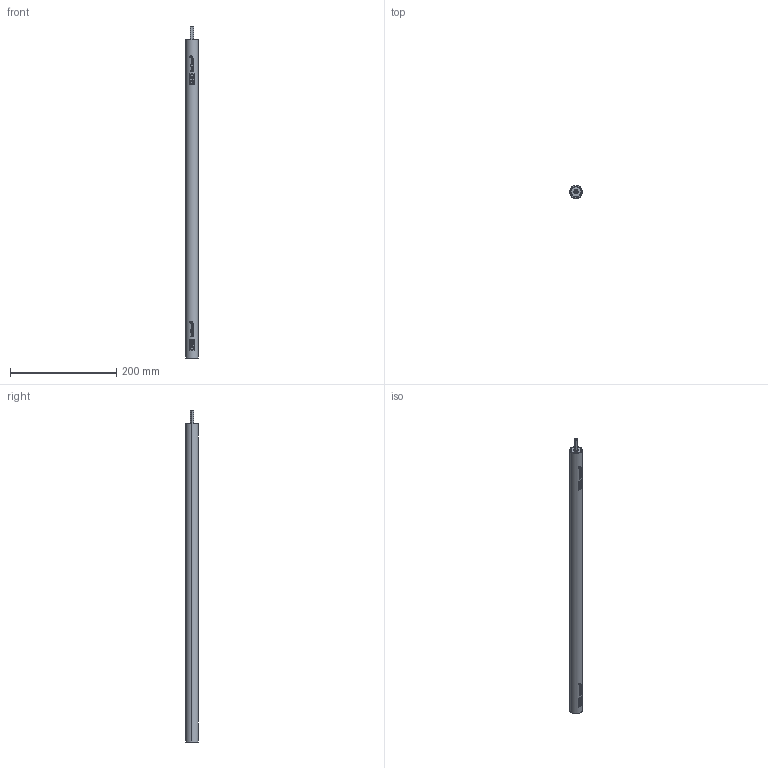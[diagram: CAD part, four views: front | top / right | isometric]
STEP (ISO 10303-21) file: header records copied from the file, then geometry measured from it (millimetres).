
FILE_DESCRIPTION(('CoCreate Modeling STEP Export'),'2;1');
FILE_NAME('5408002.stp','2012-11-19T16:17:44',(''),(''),'CoCreate Modeling STEP processor for AP214 (Solid Model)','CoCreate Modeling 16.00D 29-May-2009 (C) Parametric Technology GmbH','');
FILE_SCHEMA(('AUTOMOTIVE_DESIGN { 1 0 10303 214 1 1 1 1 }'));
Length unit declared in the file: millimetre
Products named in the file (13): P_016105_4_VPE-leitfaehig-8; P_016105_3_VPE; P_016105_2_VPE-leitfaehig-20; P_016105_1_EVA; P_016106_7_Draht; P_016106_6_Draht.1; P_016106_5_Draht.2; P_016106_4_Draht.2.1; P_016106_3_Draht.2.1.1; P_016106_2_Draht.2.2; P_016106_1_Draht.2.2.1; P_0000001461_1_Cu-35qmm; Isolierte_Ableitung
Assembly tree (12 placements, depth 3):
  Isolierte_Ableitung
    P_0000001461_1_Cu-35qmm
      P_016106_1_Draht.2.2.1
      P_016106_2_Draht.2.2
      P_016106_3_Draht.2.1.1
      P_016106_4_Draht.2.1
      P_016106_5_Draht.2
      P_016106_6_Draht.1
      P_016106_7_Draht
    P_016105_1_EVA
    P_016105_2_VPE-leitfaehig-20
    P_016105_3_VPE
    P_016105_4_VPE-leitfaehig-8
Bounding box: 23.5 x 23.51 x 625 mm (x, y, z)
Volume: 260204 mm3; surface area: 270931.3 mm2
Topology: 11 solids, 11 shells, 684 faces, 1888 edges, 1260 vertices
Faces by surface type: plane 524, cylinder 128, extrusion 32
Entity records: 35383 total; most frequent: CARTESIAN_POINT 16992, ORIENTED_EDGE 3776, DIRECTION 3730, EDGE_CURVE 1888, AXIS2_PLACEMENT_3D 1463, VERTEX_POINT 1260, VECTOR 804, LINE 772
